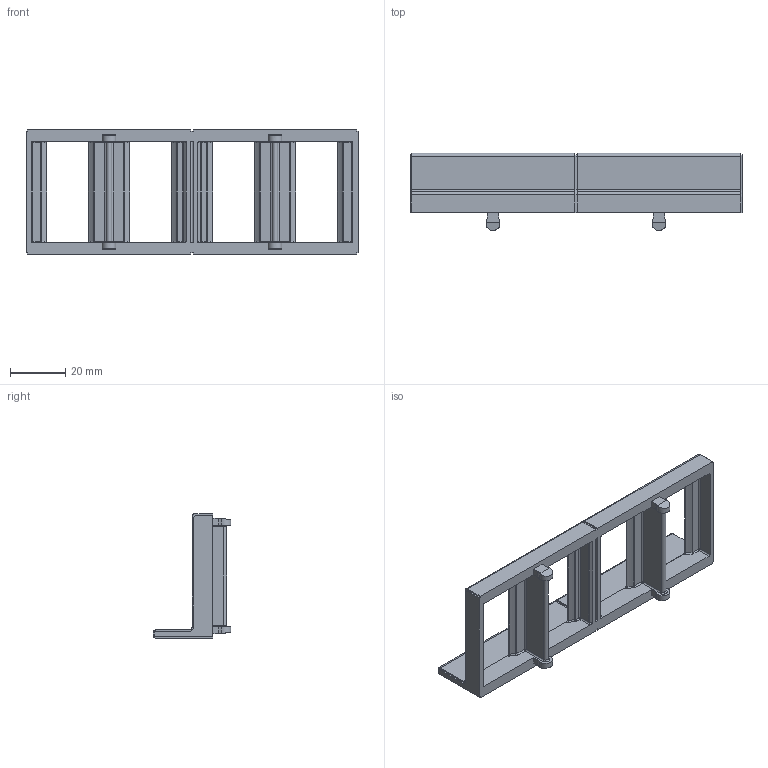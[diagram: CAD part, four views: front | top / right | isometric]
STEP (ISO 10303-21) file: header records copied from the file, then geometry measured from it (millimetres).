
FILE_DESCRIPTION(/* description */ ('Rollenträger 45x45R Abdeckung SF'),/* implementation_level */ '2;1');
FILE_NAME(/* name */ 'ZEI_CAD_221128-0-REV00_#SALL_#AIN_#V1.step',/* time_stamp */ '2022-09-15T21:26:03+02:00',/* author */ ('MiniTec'),/* organization */ ('MiniTec GmbH & Co.KG'),/* preprocessor_version */ 'ST-DEVELOPER v18.1',/* originating_system */ 'Autodesk Inventor 2021',/* authorisation */ '');
FILE_SCHEMA (('CONFIG_CONTROL_DESIGN'));
Length unit declared in the file: millimetre
Products named in the file (1): 22-1128-0FZ.000
Bounding box: 120 x 27.99 x 45 mm (x, y, z)
Volume: 19852.4 mm3; surface area: 16606.7 mm2
Topology: 1 solids, 1 shells, 251 faces, 654 edges, 388 vertices
Faces by surface type: cylinder 105, plane 74, torus 56, sphere 16
Entity records: 7699 total; most frequent: DIRECTION 1432, CARTESIAN_POINT 1390, ORIENTED_EDGE 1276, EDGE_CURVE 638, AXIS2_PLACEMENT_3D 558, VERTEX_POINT 388, LINE 316, VECTOR 316
